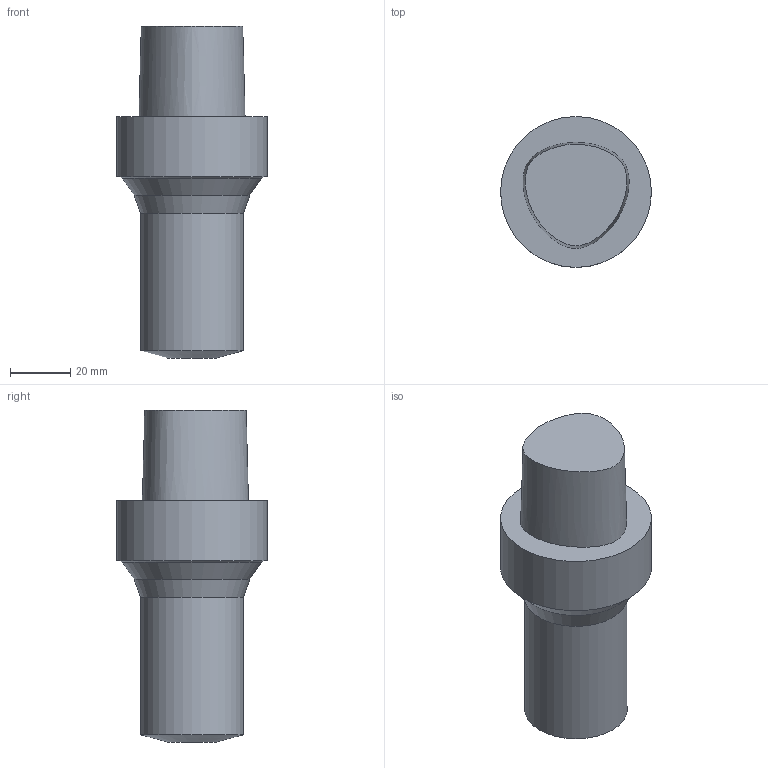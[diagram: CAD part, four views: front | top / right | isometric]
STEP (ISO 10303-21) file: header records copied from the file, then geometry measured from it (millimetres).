
FILE_DESCRIPTION((''),'1');
FILE_NAME('C5-BSL12-80.stp','2012-10-09T05:41:56',(''),(''),'Spatial Interop R18','Kubotek KeyCreator V8.5.1 (14335)',' ');
FILE_SCHEMA(('CONFIG_CONTROL_DESIGN'));
Length unit declared in the file: millimetre
Products named in the file (1): 1
Bounding box: 49.98 x 49.98 x 110 mm (x, y, z)
Volume: 123814.4 mm3; surface area: 15998.2 mm2
Topology: 1 solids, 1 shells, 11 faces, 17 edges, 10 vertices
Faces by surface type: plane 4, cone 4, cylinder 2, bspline 1
Full cylindrical faces by diameter (mm): 34 x1, 49.98 x1
Entity records: 781 total; most frequent: CARTESIAN_POINT 562, DIRECTION 38, ORIENTED_EDGE 22, AXIS2_PLACEMENT_3D 19, EDGE_LOOP 19, FACE_BOUND 14, ADVANCED_FACE 11, EDGE_CURVE 11
